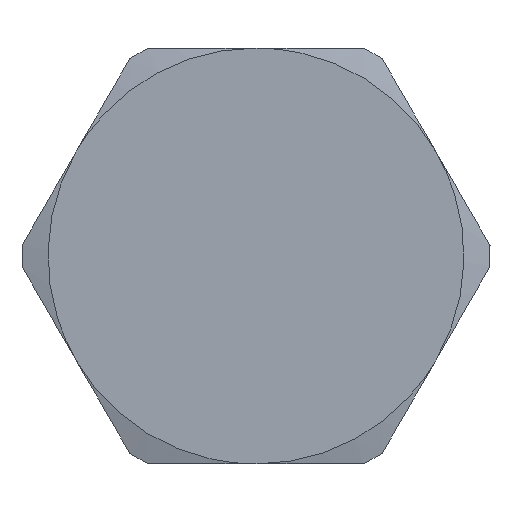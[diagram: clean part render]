
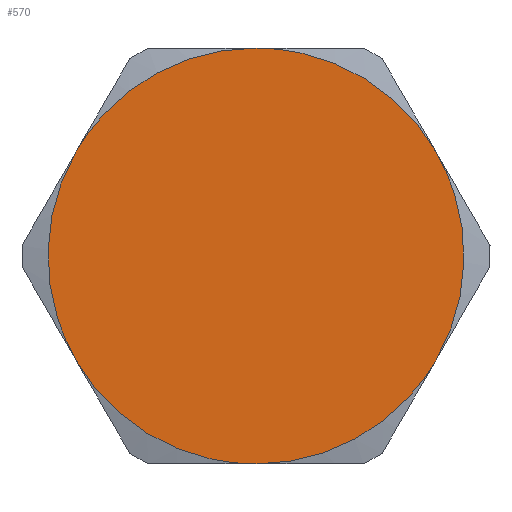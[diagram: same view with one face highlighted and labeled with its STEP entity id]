
A CAD part, front view. The second image highlights one B-rep face of the part: STEP entity #570.
In plain terms, the highlighted free-form (B-spline) face has degree [1, 1] with [2, 2] control points.
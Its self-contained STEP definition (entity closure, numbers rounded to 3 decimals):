
#1 = EDGE_CURVE ( 'NONE', #1133, #608, #333, .T. ) ;
#11 = ORIENTED_EDGE ( 'NONE', *, *, #1, .T. ) ;
#13 = CARTESIAN_POINT ( 'NONE',  ( -7.812, 0., 5.469 ) ) ;
#21 = CARTESIAN_POINT ( 'NONE',  ( -8.642, 0., 4.031 ) ) ;
#42 = VERTEX_POINT ( 'NONE', #1583 ) ;
#47 = EDGE_CURVE ( 'NONE', #326, #42, #291, .T. ) ;
#67 = CARTESIAN_POINT ( 'NONE',  ( 9.391, 0., 1.657 ) ) ;
#75 = CARTESIAN_POINT ( 'NONE',  ( -9.614, 0., 9.614 ) ) ;
#86 = CARTESIAN_POINT ( 'NONE',  ( 8.227, 0., -4.75 ) ) ;
#118 = CARTESIAN_POINT ( 'NONE',  ( -8.227, 0., -4.75 ) ) ;
#137 = CARTESIAN_POINT ( 'NONE',  ( 7.812, 0., -5.469 ) ) ;
#148 = B_SPLINE_CURVE_WITH_KNOTS ( 'NONE', 3,
 ( #631, #1134, #523, #1386, #1265, #515, #152, #256, #137, #274 ),
 .UNSPECIFIED., .F., .F.,
 ( 4, 2, 2, 2, 4 ),
 ( 0., 0.262, 0.524, 0.785, 1.047 ),
 .UNSPECIFIED. ) ;
#149 = CARTESIAN_POINT ( 'NONE',  ( 0., 0., 9.5 ) ) ;
#152 = CARTESIAN_POINT ( 'NONE',  ( 6.13, 0., -7.305 ) ) ;
#203 = ORIENTED_EDGE ( 'NONE', *, *, #47, .T. ) ;
#231 = CARTESIAN_POINT ( 'NONE',  ( -4.031, 0., -8.642 ) ) ;
#236 = CARTESIAN_POINT ( 'NONE',  ( -0.83, 0., -9.5 ) ) ;
#242 = CARTESIAN_POINT ( 'NONE',  ( -6.13, 0., 7.305 ) ) ;
#253 = B_SPLINE_CURVE_WITH_KNOTS ( 'NONE', 3,
 ( #1494, #21, #1508, #505, #1116, #874, #633, #758, #886, #1267 ),
 .UNSPECIFIED., .F., .F.,
 ( 4, 2, 2, 2, 4 ),
 ( 0., 0.262, 0.524, 0.785, 1.047 ),
 .UNSPECIFIED. ) ;
#256 = CARTESIAN_POINT ( 'NONE',  ( 7.305, 0., -6.13 ) ) ;
#274 = CARTESIAN_POINT ( 'NONE',  ( 8.227, 0., -4.75 ) ) ;
#291 = B_SPLINE_CURVE_WITH_KNOTS ( 'NONE', 3,
 ( #1113, #615, #609, #363, #484, #1357, #242, #504, #13, #1371 ),
 .UNSPECIFIED., .F., .F.,
 ( 4, 2, 2, 2, 4 ),
 ( 0., 0.262, 0.524, 0.785, 1.047 ),
 .UNSPECIFIED. ) ;
#310 = B_SPLINE_CURVE_WITH_KNOTS ( 'NONE', 3,
 ( #1400, #1153, #896, #903, #1509, #407, #1140, #396, #662, #149 ),
 .UNSPECIFIED., .F., .F.,
 ( 4, 2, 2, 2, 4 ),
 ( 0., 0.262, 0.524, 0.785, 1.047 ),
 .UNSPECIFIED. ) ;
#326 = VERTEX_POINT ( 'NONE', #1478 ) ;
#333 = B_SPLINE_CURVE_WITH_KNOTS ( 'NONE', 3,
 ( #118, #868, #730, #988, #981, #231, #725, #1108, #236, #742 ),
 .UNSPECIFIED., .F., .F.,
 ( 4, 2, 2, 2, 4 ),
 ( 0., 0.262, 0.524, 0.785, 1.047 ),
 .UNSPECIFIED. ) ;
#344 = ORIENTED_EDGE ( 'NONE', *, *, #1377, .T. ) ;
#363 = CARTESIAN_POINT ( 'NONE',  ( -3.261, 0., 8.961 ) ) ;
#365 = CARTESIAN_POINT ( 'NONE',  ( 8.227, 0., -4.75 ) ) ;
#396 = CARTESIAN_POINT ( 'NONE',  ( 1.657, 0., 9.391 ) ) ;
#407 = CARTESIAN_POINT ( 'NONE',  ( 4.031, 0., 8.642 ) ) ;
#425 = ORIENTED_EDGE ( 'NONE', *, *, #689, .T. ) ;
#431 = CARTESIAN_POINT ( 'NONE',  ( 9.5, 0., -0.83 ) ) ;
#438 = CARTESIAN_POINT ( 'NONE',  ( 8.961, 0., 3.261 ) ) ;
#484 = CARTESIAN_POINT ( 'NONE',  ( -4.031, 0., 8.642 ) ) ;
#485 = EDGE_CURVE ( 'NONE', #784, #326, #310, .T. ) ;
#492 = B_SPLINE_CURVE_WITH_KNOTS ( 'NONE', 3,
 ( #86, #701, #697, #1201, #431, #806, #67, #438, #1560, #838 ),
 .UNSPECIFIED., .F., .F.,
 ( 4, 2, 2, 2, 4 ),
 ( 0., 0.262, 0.524, 0.785, 1.047 ),
 .UNSPECIFIED. ) ;
#504 = CARTESIAN_POINT ( 'NONE',  ( -7.305, 0., 6.13 ) ) ;
#505 = CARTESIAN_POINT ( 'NONE',  ( -9.391, 0., 1.657 ) ) ;
#515 = CARTESIAN_POINT ( 'NONE',  ( 5.469, 0., -7.812 ) ) ;
#523 = CARTESIAN_POINT ( 'NONE',  ( 1.657, 0., -9.391 ) ) ;
#562 = CARTESIAN_POINT ( 'NONE',  ( -9.614, 0., -9.614 ) ) ;
#570 = ADVANCED_FACE ( 'NONE', ( #1117 ), #911, .T. ) ;
#608 = VERTEX_POINT ( 'NONE', #1596 ) ;
#609 = CARTESIAN_POINT ( 'NONE',  ( -1.657, 0., 9.391 ) ) ;
#615 = CARTESIAN_POINT ( 'NONE',  ( -0.83, 0., 9.5 ) ) ;
#631 = CARTESIAN_POINT ( 'NONE',  ( 0., 0., -9.5 ) ) ;
#633 = CARTESIAN_POINT ( 'NONE',  ( -9.391, 0., -1.657 ) ) ;
#662 = CARTESIAN_POINT ( 'NONE',  ( 0.83, 0., 9.5 ) ) ;
#680 = CARTESIAN_POINT ( 'NONE',  ( 9.614, 0., 9.614 ) ) ;
#689 = EDGE_CURVE ( 'NONE', #42, #1133, #253, .T. ) ;
#697 = CARTESIAN_POINT ( 'NONE',  ( 8.961, 0., -3.261 ) ) ;
#701 = CARTESIAN_POINT ( 'NONE',  ( 8.642, 0., -4.031 ) ) ;
#703 = EDGE_LOOP ( 'NONE', ( #425, #11, #1215, #344, #718, #203 ) ) ;
#718 = ORIENTED_EDGE ( 'NONE', *, *, #485, .T. ) ;
#725 = CARTESIAN_POINT ( 'NONE',  ( -3.261, 0., -8.961 ) ) ;
#730 = CARTESIAN_POINT ( 'NONE',  ( -7.305, 0., -6.13 ) ) ;
#742 = CARTESIAN_POINT ( 'NONE',  ( 0., 0., -9.5 ) ) ;
#758 = CARTESIAN_POINT ( 'NONE',  ( -8.961, 0., -3.261 ) ) ;
#784 = VERTEX_POINT ( 'NONE', #826 ) ;
#805 = CARTESIAN_POINT ( 'NONE',  ( 9.614, 0., -9.614 ) ) ;
#806 = CARTESIAN_POINT ( 'NONE',  ( 9.5, 0., 0.83 ) ) ;
#826 = CARTESIAN_POINT ( 'NONE',  ( 8.227, 0., 4.75 ) ) ;
#838 = CARTESIAN_POINT ( 'NONE',  ( 8.227, 0., 4.75 ) ) ;
#868 = CARTESIAN_POINT ( 'NONE',  ( -7.812, 0., -5.469 ) ) ;
#874 = CARTESIAN_POINT ( 'NONE',  ( -9.5, 0., -0.83 ) ) ;
#886 = CARTESIAN_POINT ( 'NONE',  ( -8.642, 0., -4.031 ) ) ;
#896 = CARTESIAN_POINT ( 'NONE',  ( 7.305, 0., 6.13 ) ) ;
#903 = CARTESIAN_POINT ( 'NONE',  ( 6.13, 0., 7.305 ) ) ;
#911 = B_SPLINE_SURFACE_WITH_KNOTS ( 'NONE', 1, 1, ( 
 ( #75, #680 ),
 ( #562, #805 ) ),
 .UNSPECIFIED., .F., .F., .F.,
 ( 2, 2 ),
 ( 2, 2 ),
 ( 0., 1. ),
 ( 0., 1. ),
 .UNSPECIFIED. ) ;
#981 = CARTESIAN_POINT ( 'NONE',  ( -5.469, 0., -7.812 ) ) ;
#988 = CARTESIAN_POINT ( 'NONE',  ( -6.13, 0., -7.305 ) ) ;
#1108 = CARTESIAN_POINT ( 'NONE',  ( -1.657, 0., -9.391 ) ) ;
#1113 = CARTESIAN_POINT ( 'NONE',  ( 0., 0., 9.5 ) ) ;
#1116 = CARTESIAN_POINT ( 'NONE',  ( -9.5, 0., 0.83 ) ) ;
#1117 = FACE_OUTER_BOUND ( 'NONE', #703, .T. ) ;
#1133 = VERTEX_POINT ( 'NONE', #1384 ) ;
#1134 = CARTESIAN_POINT ( 'NONE',  ( 0.83, 0., -9.5 ) ) ;
#1140 = CARTESIAN_POINT ( 'NONE',  ( 3.261, 0., 8.961 ) ) ;
#1153 = CARTESIAN_POINT ( 'NONE',  ( 7.812, 0., 5.469 ) ) ;
#1201 = CARTESIAN_POINT ( 'NONE',  ( 9.391, 0., -1.657 ) ) ;
#1215 = ORIENTED_EDGE ( 'NONE', *, *, #1543, .T. ) ;
#1265 = CARTESIAN_POINT ( 'NONE',  ( 4.031, 0., -8.642 ) ) ;
#1267 = CARTESIAN_POINT ( 'NONE',  ( -8.227, 0., -4.75 ) ) ;
#1357 = CARTESIAN_POINT ( 'NONE',  ( -5.469, 0., 7.812 ) ) ;
#1371 = CARTESIAN_POINT ( 'NONE',  ( -8.227, 0., 4.75 ) ) ;
#1377 = EDGE_CURVE ( 'NONE', #1503, #784, #492, .T. ) ;
#1384 = CARTESIAN_POINT ( 'NONE',  ( -8.227, 0., -4.75 ) ) ;
#1386 = CARTESIAN_POINT ( 'NONE',  ( 3.261, 0., -8.961 ) ) ;
#1400 = CARTESIAN_POINT ( 'NONE',  ( 8.227, 0., 4.75 ) ) ;
#1478 = CARTESIAN_POINT ( 'NONE',  ( 0., 0., 9.5 ) ) ;
#1494 = CARTESIAN_POINT ( 'NONE',  ( -8.227, 0., 4.75 ) ) ;
#1503 = VERTEX_POINT ( 'NONE', #365 ) ;
#1508 = CARTESIAN_POINT ( 'NONE',  ( -8.961, 0., 3.261 ) ) ;
#1509 = CARTESIAN_POINT ( 'NONE',  ( 5.469, 0., 7.812 ) ) ;
#1543 = EDGE_CURVE ( 'NONE', #608, #1503, #148, .T. ) ;
#1560 = CARTESIAN_POINT ( 'NONE',  ( 8.642, 0., 4.031 ) ) ;
#1583 = CARTESIAN_POINT ( 'NONE',  ( -8.227, 0., 4.75 ) ) ;
#1596 = CARTESIAN_POINT ( 'NONE',  ( 0., 0., -9.5 ) ) ;
